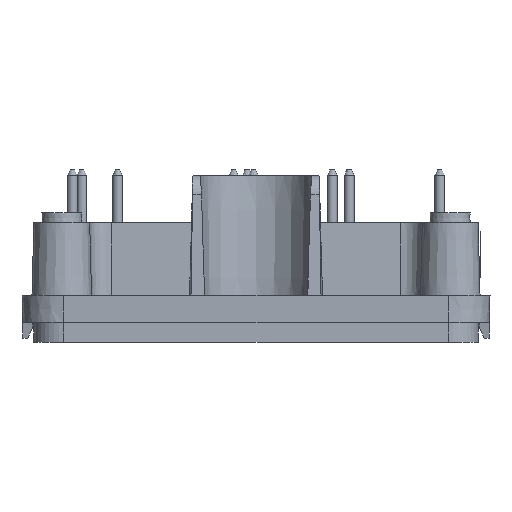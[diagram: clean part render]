
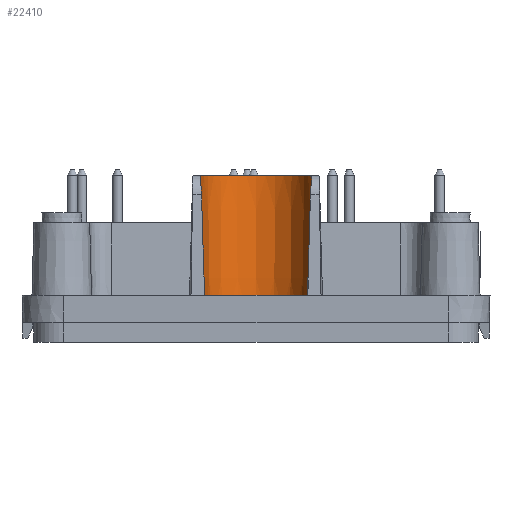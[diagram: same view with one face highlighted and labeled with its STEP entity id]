
A CAD part, left-side view. The second image highlights one B-rep face of the part: STEP entity #22410.
In plain terms, the highlighted conical face has half-angle 1 degrees and reference radius 5.538 mm.
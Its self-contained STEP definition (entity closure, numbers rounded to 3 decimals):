
#198=B_SPLINE_CURVE_WITH_KNOTS('',3,(#30011,#30012,#30013,#30014,#30015),
 .UNSPECIFIED.,.F.,.F.,(4,1,4),(0.,0.002,0.003),
 .UNSPECIFIED.);
#199=B_SPLINE_CURVE_WITH_KNOTS('',3,(#30023,#30024,#30025,#30026,#30027),
 .UNSPECIFIED.,.F.,.F.,(4,1,4),(0.,0.002,
0.003),.UNSPECIFIED.);
#703=CONICAL_SURFACE('',#23519,5.538,0.017);
#908=CIRCLE('',#23509,5.375);
#910=CIRCLE('',#23515,5.585);
#911=CIRCLE('',#23520,5.346);
#1655=ELLIPSE('',#23512,126.261,6.231);
#1656=ELLIPSE('',#23518,126.261,6.231);
#2066=ORIENTED_EDGE('',*,*,#6897,.T.);
#2067=ORIENTED_EDGE('',*,*,#6896,.T.);
#2068=ORIENTED_EDGE('',*,*,#6894,.T.);
#2069=ORIENTED_EDGE('',*,*,#6892,.T.);
#2070=ORIENTED_EDGE('',*,*,#6890,.T.);
#2071=ORIENTED_EDGE('',*,*,#6888,.T.);
#2072=ORIENTED_EDGE('',*,*,#6884,.T.);
#6884=EDGE_CURVE('',#9306,#9305,#908,.T.);
#6888=EDGE_CURVE('',#9308,#9306,#1655,.F.);
#6890=EDGE_CURVE('',#9309,#9308,#198,.T.);
#6892=EDGE_CURVE('',#9310,#9309,#910,.F.);
#6894=EDGE_CURVE('',#9311,#9310,#199,.T.);
#6896=EDGE_CURVE('',#9305,#9311,#1656,.F.);
#6897=EDGE_CURVE('',#9312,#9312,#911,.F.);
#9305=VERTEX_POINT('',#29999);
#9306=VERTEX_POINT('',#30001);
#9308=VERTEX_POINT('',#30008);
#9309=VERTEX_POINT('',#30016);
#9310=VERTEX_POINT('',#30020);
#9311=VERTEX_POINT('',#30028);
#9312=VERTEX_POINT('',#30034);
#13500=EDGE_LOOP('',(#2066));
#13501=EDGE_LOOP('',(#2067,#2068,#2069,#2070,#2071,#2072));
#14794=FACE_BOUND('',#13500,.T.);
#14795=FACE_BOUND('',#13501,.T.);
#22410=ADVANCED_FACE('',(#14794,#14795),#703,.F.);
#23509=AXIS2_PLACEMENT_3D('',#30000,#25402,#25403);
#23512=AXIS2_PLACEMENT_3D('',#30007,#25410,#25411);
#23515=AXIS2_PLACEMENT_3D('',#30019,#25418,#25419);
#23518=AXIS2_PLACEMENT_3D('',#30031,#25426,#25427);
#23519=AXIS2_PLACEMENT_3D('',#30032,#25428,#25429);
#23520=AXIS2_PLACEMENT_3D('',#30033,#25430,#25431);
#25402=DIRECTION('',(0.,0.,1.));
#25403=DIRECTION('',(-1.,0.,0.));
#25410=DIRECTION('',(0.999,0.,-0.052));
#25411=DIRECTION('',(0.052,0.,0.999));
#25418=DIRECTION('',(0.,0.,-1.));
#25419=DIRECTION('',(1.,0.,0.));
#25426=DIRECTION('',(0.999,0.,-0.052));
#25427=DIRECTION('',(0.052,0.,0.999));
#25428=DIRECTION('',(0.,0.,1.));
#25429=DIRECTION('',(-1.,0.,0.));
#25430=DIRECTION('',(0.,0.,1.));
#25431=DIRECTION('',(-1.,0.,0.));
#29999=CARTESIAN_POINT('',(-48.,-5.162,1.4));
#30000=CARTESIAN_POINT('',(-46.5,0.,1.4));
#30001=CARTESIAN_POINT('',(-48.,5.162,1.4));
#30007=CARTESIAN_POINT('',(-44.299,0.,72.017));
#30008=CARTESIAN_POINT('',(-47.47,5.466,11.505));
#30011=CARTESIAN_POINT('',(-45.473,5.49,13.4));
#30012=CARTESIAN_POINT('',(-45.977,5.584,13.4));
#30013=CARTESIAN_POINT('',(-46.987,5.597,12.996));
#30014=CARTESIAN_POINT('',(-47.444,5.48,12.016));
#30015=CARTESIAN_POINT('',(-47.47,5.466,11.505));
#30016=CARTESIAN_POINT('',(-45.473,5.49,13.4));
#30019=CARTESIAN_POINT('',(-46.5,0.,13.4));
#30020=CARTESIAN_POINT('',(-45.473,-5.49,13.4));
#30023=CARTESIAN_POINT('',(-47.47,-5.466,11.505));
#30024=CARTESIAN_POINT('',(-47.444,-5.48,12.016));
#30025=CARTESIAN_POINT('',(-46.988,-5.597,12.995));
#30026=CARTESIAN_POINT('',(-45.977,-5.584,13.4));
#30027=CARTESIAN_POINT('',(-45.473,-5.49,13.4));
#30028=CARTESIAN_POINT('',(-47.47,-5.466,11.505));
#30031=CARTESIAN_POINT('',(-44.299,0.,72.017));
#30032=CARTESIAN_POINT('',(-46.5,0.,10.697));
#30033=CARTESIAN_POINT('',(-46.5,0.,-0.3));
#30034=CARTESIAN_POINT('',(-51.846,0.,-0.3));
